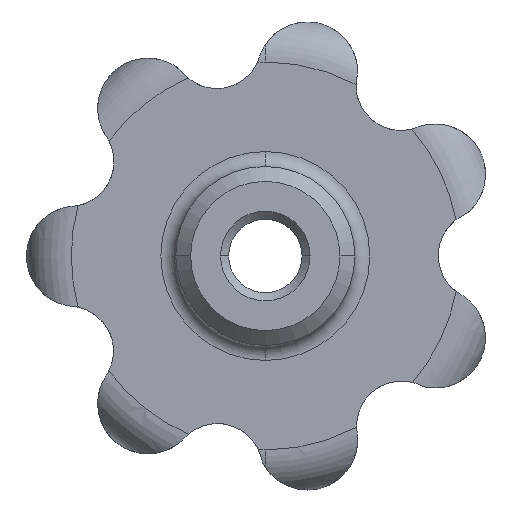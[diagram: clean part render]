
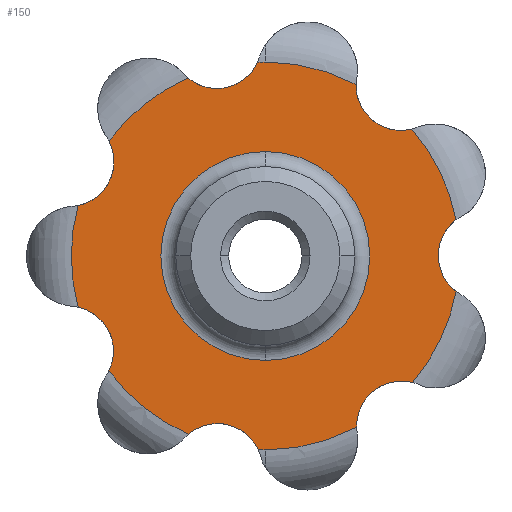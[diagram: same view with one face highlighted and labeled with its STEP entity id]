
A CAD part, front view. The second image highlights one B-rep face of the part: STEP entity #150.
In plain terms, the highlighted planar face has unit normal (0, -1, 0).
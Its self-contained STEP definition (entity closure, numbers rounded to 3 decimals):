
#150 = ADVANCED_FACE( '', ( #305, #306 ), #307, .T. );
#305 = FACE_OUTER_BOUND( '', #461, .T. );
#306 = FACE_BOUND( '', #462, .T. );
#307 = PLANE( '', #463 );
#461 = EDGE_LOOP( '', ( #1096, #1097, #1098, #1099, #1100, #1101, #1102, #1103, #1104, #1105, #1106, #1107, #1108, #1109, #1110, #1111 ) );
#462 = EDGE_LOOP( '', ( #1112, #1113, #1114 ) );
#463 = AXIS2_PLACEMENT_3D( '', #1115, #1116, #1117 );
#1096 = ORIENTED_EDGE( '', *, *, #1224, .T. );
#1097 = ORIENTED_EDGE( '', *, *, #1313, .F. );
#1098 = ORIENTED_EDGE( '', *, *, #1294, .T. );
#1099 = ORIENTED_EDGE( '', *, *, #1308, .F. );
#1100 = ORIENTED_EDGE( '', *, *, #1281, .T. );
#1101 = ORIENTED_EDGE( '', *, *, #1306, .F. );
#1102 = ORIENTED_EDGE( '', *, *, #1157, .F. );
#1103 = ORIENTED_EDGE( '', *, *, #1274, .T. );
#1104 = ORIENTED_EDGE( '', *, *, #1302, .F. );
#1105 = ORIENTED_EDGE( '', *, *, #1261, .T. );
#1106 = ORIENTED_EDGE( '', *, *, #1304, .F. );
#1107 = ORIENTED_EDGE( '', *, *, #1249, .T. );
#1108 = ORIENTED_EDGE( '', *, *, #1145, .F. );
#1109 = ORIENTED_EDGE( '', *, *, #1307, .F. );
#1110 = ORIENTED_EDGE( '', *, *, #1237, .T. );
#1111 = ORIENTED_EDGE( '', *, *, #1310, .F. );
#1112 = ORIENTED_EDGE( '', *, *, #1329, .T. );
#1113 = ORIENTED_EDGE( '', *, *, #1122, .T. );
#1114 = ORIENTED_EDGE( '', *, *, #1330, .T. );
#1115 = CARTESIAN_POINT( '', ( 10., 10., 0. ) );
#1116 = DIRECTION( '', ( 0., -1., 0. ) );
#1117 = DIRECTION( '', ( -1., 0., 0. ) );
#1122 = EDGE_CURVE( '', #1332, #1338, #1340, .T. );
#1145 = EDGE_CURVE( '', #1381, #1384, #1385, .T. );
#1157 = EDGE_CURVE( '', #1406, #1396, #1408, .T. );
#1224 = EDGE_CURVE( '', #1524, #1522, #1525, .T. );
#1237 = EDGE_CURVE( '', #1547, #1545, #1548, .T. );
#1249 = EDGE_CURVE( '', #1566, #1384, #1567, .T. );
#1261 = EDGE_CURVE( '', #1587, #1585, #1588, .T. );
#1274 = EDGE_CURVE( '', #1406, #1608, #1610, .T. );
#1281 = EDGE_CURVE( '', #1619, #1617, #1620, .T. );
#1294 = EDGE_CURVE( '', #1642, #1640, #1643, .T. );
#1302 = EDGE_CURVE( '', #1587, #1608, #1655, .T. );
#1304 = EDGE_CURVE( '', #1566, #1585, #1657, .T. );
#1306 = EDGE_CURVE( '', #1396, #1617, #1659, .T. );
#1307 = EDGE_CURVE( '', #1547, #1381, #1660, .T. );
#1308 = EDGE_CURVE( '', #1619, #1640, #1661, .T. );
#1310 = EDGE_CURVE( '', #1524, #1545, #1663, .T. );
#1313 = EDGE_CURVE( '', #1642, #1522, #1666, .T. );
#1329 = EDGE_CURVE( '', #1682, #1332, #1683, .T. );
#1330 = EDGE_CURVE( '', #1338, #1682, #1684, .T. );
#1332 = VERTEX_POINT( '', #1686 );
#1338 = VERTEX_POINT( '', #1692 );
#1340 = CIRCLE( '', #1694, 7. );
#1381 = VERTEX_POINT( '', #1815 );
#1384 = VERTEX_POINT( '', #1818 );
#1385 = CIRCLE( '', #1819, 13. );
#1396 = VERTEX_POINT( '', #1870 );
#1406 = VERTEX_POINT( '', #1915 );
#1408 = CIRCLE( '', #1920, 13. );
#1522 = VERTEX_POINT( '', #2337 );
#1524 = VERTEX_POINT( '', #2342 );
#1525 = CIRCLE( '', #2343, 3. );
#1545 = VERTEX_POINT( '', #2440 );
#1547 = VERTEX_POINT( '', #2445 );
#1548 = CIRCLE( '', #2446, 3. );
#1566 = VERTEX_POINT( '', #2541 );
#1567 = CIRCLE( '', #2542, 3. );
#1585 = VERTEX_POINT( '', #2634 );
#1587 = VERTEX_POINT( '', #2639 );
#1588 = CIRCLE( '', #2640, 3. );
#1608 = VERTEX_POINT( '', #2733 );
#1610 = CIRCLE( '', #2738, 3. );
#1617 = VERTEX_POINT( '', #2770 );
#1619 = VERTEX_POINT( '', #2775 );
#1620 = CIRCLE( '', #2776, 3. );
#1640 = VERTEX_POINT( '', #2871 );
#1642 = VERTEX_POINT( '', #2876 );
#1643 = CIRCLE( '', #2877, 3. );
#1655 = CIRCLE( '', #2928, 13. );
#1657 = CIRCLE( '', #2930, 13. );
#1659 = CIRCLE( '', #2932, 13. );
#1660 = CIRCLE( '', #2933, 13. );
#1661 = CIRCLE( '', #2934, 13. );
#1663 = CIRCLE( '', #2936, 13. );
#1666 = CIRCLE( '', #2939, 13. );
#1682 = VERTEX_POINT( '', #2955 );
#1683 = CIRCLE( '', #2956, 7. );
#1684 = CIRCLE( '', #2957, 7. );
#1686 = CARTESIAN_POINT( '', ( 0., 10., -7. ) );
#1692 = CARTESIAN_POINT( '', ( 0., 10., 7. ) );
#1694 = AXIS2_PLACEMENT_3D( '', #2970, #2971, #2972 );
#1815 = CARTESIAN_POINT( '', ( 0., 10., 13. ) );
#1818 = CARTESIAN_POINT( '', ( 6.081, 10., 11.49 ) );
#1819 = AXIS2_PLACEMENT_3D( '', #3007, #3008, #3009 );
#1870 = CARTESIAN_POINT( '', ( 0., 10., -13. ) );
#1915 = CARTESIAN_POINT( '', ( 6.121, 10., -11.469 ) );
#1920 = AXIS2_PLACEMENT_3D( '', #3019, #3020, #3021 );
#2337 = CARTESIAN_POINT( '', ( -12.552, 10., 3.384 ) );
#2342 = CARTESIAN_POINT( '', ( -10.476, 10., 7.698 ) );
#2343 = AXIS2_PLACEMENT_3D( '', #3081, #3082, #3083 );
#2440 = CARTESIAN_POINT( '', ( -5.186, 10., 11.921 ) );
#2445 = CARTESIAN_POINT( '', ( -0.519, 10., 12.99 ) );
#2446 = AXIS2_PLACEMENT_3D( '', #3087, #3088, #3089 );
#2541 = CARTESIAN_POINT( '', ( 9.828, 10., 8.51 ) );
#2542 = AXIS2_PLACEMENT_3D( '', #3093, #3094, #3095 );
#2634 = CARTESIAN_POINT( '', ( 12.774, 10., 2.416 ) );
#2639 = CARTESIAN_POINT( '', ( 12.782, 10., -2.371 ) );
#2640 = AXIS2_PLACEMENT_3D( '', #3099, #3100, #3101 );
#2733 = CARTESIAN_POINT( '', ( 9.857, 10., -8.476 ) );
#2738 = AXIS2_PLACEMENT_3D( '', #3105, #3106, #3107 );
#2770 = CARTESIAN_POINT( '', ( -0.474, 10., -12.991 ) );
#2775 = CARTESIAN_POINT( '', ( -5.144, 10., -11.939 ) );
#2776 = AXIS2_PLACEMENT_3D( '', #3111, #3112, #3113 );
#2871 = CARTESIAN_POINT( '', ( -10.48, 10., -7.692 ) );
#2876 = CARTESIAN_POINT( '', ( -12.538, 10., -3.435 ) );
#2877 = AXIS2_PLACEMENT_3D( '', #3117, #3118, #3119 );
#2928 = AXIS2_PLACEMENT_3D( '', #3121, #3122, #3123 );
#2930 = AXIS2_PLACEMENT_3D( '', #3127, #3128, #3129 );
#2932 = AXIS2_PLACEMENT_3D( '', #3133, #3134, #3135 );
#2933 = AXIS2_PLACEMENT_3D( '', #3136, #3137, #3138 );
#2934 = AXIS2_PLACEMENT_3D( '', #3139, #3140, #3141 );
#2936 = AXIS2_PLACEMENT_3D( '', #3145, #3146, #3147 );
#2939 = AXIS2_PLACEMENT_3D( '', #3154, #3155, #3156 );
#2955 = CARTESIAN_POINT( '', ( 7., 10., 0. ) );
#2956 = AXIS2_PLACEMENT_3D( '', #3202, #3203, #3204 );
#2957 = AXIS2_PLACEMENT_3D( '', #3205, #3206, #3207 );
#2970 = CARTESIAN_POINT( '', ( 0., 10., 0. ) );
#2971 = DIRECTION( '', ( 0., 1., 0. ) );
#2972 = DIRECTION( '', ( 1., 0., 0. ) );
#3007 = CARTESIAN_POINT( '', ( 0., 10., 0. ) );
#3008 = DIRECTION( '', ( 0., 1., 0. ) );
#3009 = DIRECTION( '', ( 1., 0., 0. ) );
#3019 = CARTESIAN_POINT( '', ( 0., 10., 0. ) );
#3020 = DIRECTION( '', ( 0., 1., 0. ) );
#3021 = DIRECTION( '', ( 1., 0., 0. ) );
#3081 = CARTESIAN_POINT( '', ( -13.143, 10., 6.325 ) );
#3082 = DIRECTION( '', ( 0., 1., 0. ) );
#3083 = DIRECTION( '', ( 0.085, 0., -0.996 ) );
#3087 = CARTESIAN_POINT( '', ( -3.256, 10., 14.218 ) );
#3088 = DIRECTION( '', ( 0., 1., 0. ) );
#3089 = DIRECTION( '', ( -0.725, 0., -0.688 ) );
#3093 = CARTESIAN_POINT( '', ( 9.08, 10., 11.415 ) );
#3094 = DIRECTION( '', ( 0., 1., 0. ) );
#3095 = DIRECTION( '', ( -0.991, 0., 0.137 ) );
#3099 = CARTESIAN_POINT( '', ( 14.586, 10., 0.025 ) );
#3100 = DIRECTION( '', ( 0., 1., 0. ) );
#3101 = DIRECTION( '', ( -0.511, 0., 0.86 ) );
#3105 = CARTESIAN_POINT( '', ( 9.12, 10., -11.384 ) );
#3106 = DIRECTION( '', ( 0., 1., 0. ) );
#3107 = DIRECTION( '', ( 0.353, 0., 0.935 ) );
#3111 = CARTESIAN_POINT( '', ( -3.207, 10., -14.229 ) );
#3112 = DIRECTION( '', ( 0., 1., 0. ) );
#3113 = DIRECTION( '', ( 0.952, 0., 0.307 ) );
#3117 = CARTESIAN_POINT( '', ( -13.171, 10., -6.367 ) );
#3118 = DIRECTION( '', ( 0., 1., 0. ) );
#3119 = DIRECTION( '', ( 0.829, 0., -0.559 ) );
#3121 = CARTESIAN_POINT( '', ( 0., 10., 0. ) );
#3122 = DIRECTION( '', ( 0., 1., 0. ) );
#3123 = DIRECTION( '', ( 1., 0., 0. ) );
#3127 = CARTESIAN_POINT( '', ( 0., 10., 0. ) );
#3128 = DIRECTION( '', ( 0., 1., 0. ) );
#3129 = DIRECTION( '', ( 1., 0., 0. ) );
#3133 = CARTESIAN_POINT( '', ( 0., 10., 0. ) );
#3134 = DIRECTION( '', ( 0., 1., 0. ) );
#3135 = DIRECTION( '', ( 1., 0., 0. ) );
#3136 = CARTESIAN_POINT( '', ( 0., 10., 0. ) );
#3137 = DIRECTION( '', ( 0., 1., 0. ) );
#3138 = DIRECTION( '', ( 1., 0., 0. ) );
#3139 = CARTESIAN_POINT( '', ( 0., 10., 0. ) );
#3140 = DIRECTION( '', ( 0., 1., 0. ) );
#3141 = DIRECTION( '', ( 1., 0., 0. ) );
#3145 = CARTESIAN_POINT( '', ( 0., 10., 0. ) );
#3146 = DIRECTION( '', ( 0., 1., 0. ) );
#3147 = DIRECTION( '', ( 1., 0., 0. ) );
#3154 = CARTESIAN_POINT( '', ( 0., 10., 0. ) );
#3155 = DIRECTION( '', ( 0., 1., 0. ) );
#3156 = DIRECTION( '', ( 1., 0., 0. ) );
#3202 = CARTESIAN_POINT( '', ( 0., 10., 0. ) );
#3203 = DIRECTION( '', ( 0., 1., 0. ) );
#3204 = DIRECTION( '', ( 1., 0., 0. ) );
#3205 = CARTESIAN_POINT( '', ( 0., 10., 0. ) );
#3206 = DIRECTION( '', ( 0., 1., 0. ) );
#3207 = DIRECTION( '', ( 1., 0., 0. ) );
